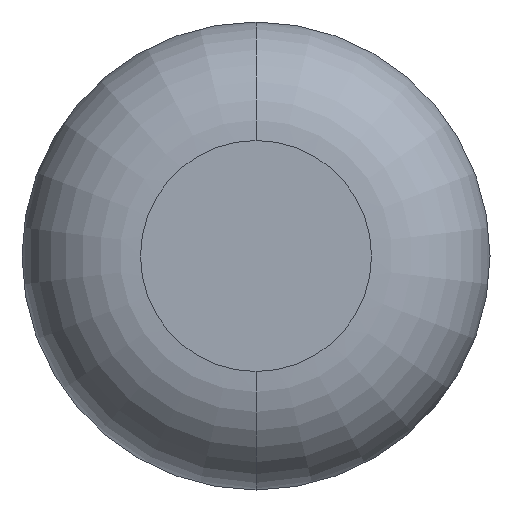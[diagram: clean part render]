
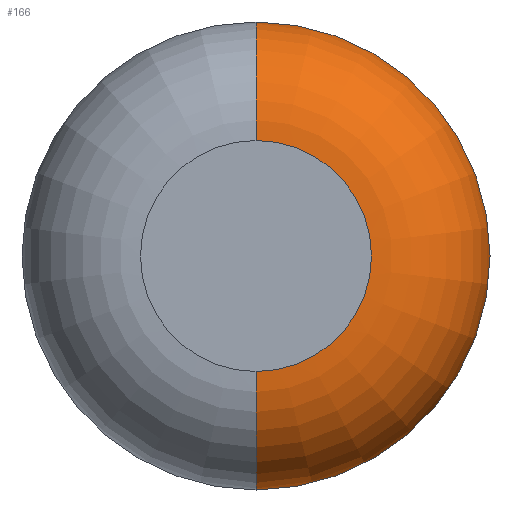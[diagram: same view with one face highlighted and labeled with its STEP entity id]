
A CAD part, front view. The second image highlights one B-rep face of the part: STEP entity #166.
In plain terms, the highlighted toroidal (fillet/blend) face has major radius 4.699 mm and minor radius 4.826 mm.
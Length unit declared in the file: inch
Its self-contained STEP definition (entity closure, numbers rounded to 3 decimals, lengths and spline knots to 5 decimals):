
#2 = DIRECTION ( 'NONE',  ( 0., 0., 1. ) ) ;
#21 = AXIS2_PLACEMENT_3D ( 'NONE', #223, #318, #46 ) ;
#46 = DIRECTION ( 'NONE',  ( 0., 0., -1. ) ) ;
#53 = ORIENTED_EDGE ( 'NONE', *, *, #390, .F. ) ;
#64 = VERTEX_POINT ( 'NONE', #91 ) ;
#66 = AXIS2_PLACEMENT_3D ( 'NONE', #245, #150, #2 ) ;
#79 = DIRECTION ( 'NONE',  ( 0., -1., 0. ) ) ;
#91 = CARTESIAN_POINT ( 'NONE',  ( 0., 0.19, 0.375 ) ) ;
#92 = CARTESIAN_POINT ( 'NONE',  ( 0., 0.19, 0. ) ) ;
#95 = AXIS2_PLACEMENT_3D ( 'NONE', #108, #79, #231 ) ;
#102 = AXIS2_PLACEMENT_3D ( 'NONE', #92, #149, #146 ) ;
#108 = CARTESIAN_POINT ( 'NONE',  ( 0., 0., 0. ) ) ;
#113 = FACE_OUTER_BOUND ( 'NONE', #203, .T. ) ;
#127 = EDGE_CURVE ( 'NONE', #273, #187, #313, .T. ) ;
#137 = EDGE_CURVE ( 'NONE', #64, #287, #295, .T. ) ;
#144 = CARTESIAN_POINT ( 'NONE',  ( 0., 0.19, 0. ) ) ;
#146 = DIRECTION ( 'NONE',  ( 0., 0., -1. ) ) ;
#149 = DIRECTION ( 'NONE',  ( 0., -1., 0. ) ) ;
#150 = DIRECTION ( 'NONE',  ( -1., 0., 0. ) ) ;
#166 = ADVANCED_FACE ( 'NONE', ( #113 ), #374, .T. ) ;
#187 = VERTEX_POINT ( 'NONE', #272 ) ;
#198 = ORIENTED_EDGE ( 'NONE', *, *, #127, .F. ) ;
#203 = EDGE_LOOP ( 'NONE', ( #292, #236, #53, #198 ) ) ;
#204 = AXIS2_PLACEMENT_3D ( 'NONE', #144, #207, #298 ) ;
#207 = DIRECTION ( 'NONE',  ( 0., -1., 0. ) ) ;
#223 = CARTESIAN_POINT ( 'NONE',  ( 0., 0.19, 0.185 ) ) ;
#227 = CARTESIAN_POINT ( 'NONE',  ( 0., 0., 0.185 ) ) ;
#229 = EDGE_CURVE ( 'NONE', #273, #64, #375, .T. ) ;
#231 = DIRECTION ( 'NONE',  ( 0., 0., -1. ) ) ;
#236 = ORIENTED_EDGE ( 'NONE', *, *, #137, .T. ) ;
#245 = CARTESIAN_POINT ( 'NONE',  ( 0., 0.19, -0.185 ) ) ;
#272 = CARTESIAN_POINT ( 'NONE',  ( 0., 0., -0.185 ) ) ;
#273 = VERTEX_POINT ( 'NONE', #274 ) ;
#274 = CARTESIAN_POINT ( 'NONE',  ( 0., 0.19, -0.375 ) ) ;
#287 = VERTEX_POINT ( 'NONE', #227 ) ;
#292 = ORIENTED_EDGE ( 'NONE', *, *, #229, .T. ) ;
#295 = CIRCLE ( 'NONE', #21, 0.19 ) ;
#298 = DIRECTION ( 'NONE',  ( 0., 0., -1. ) ) ;
#313 = CIRCLE ( 'NONE', #66, 0.19 ) ;
#318 = DIRECTION ( 'NONE',  ( 1., 0., 0. ) ) ;
#353 = CIRCLE ( 'NONE', #95, 0.185 ) ;
#374 = TOROIDAL_SURFACE ( 'NONE', #204, 0.185, 0.19 ) ;
#375 = CIRCLE ( 'NONE', #102, 0.375 ) ;
#390 = EDGE_CURVE ( 'NONE', #187, #287, #353, .T. ) ;
